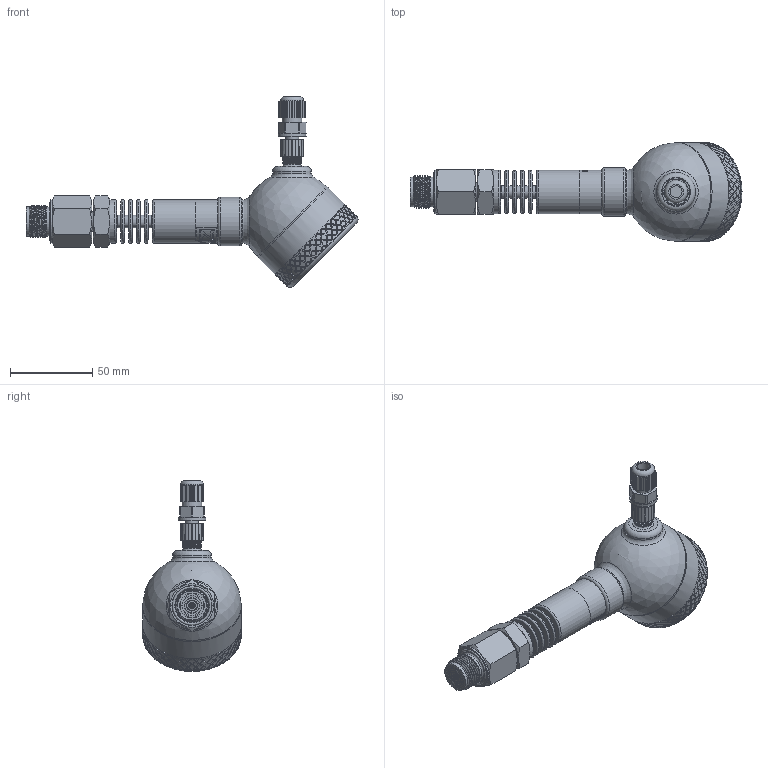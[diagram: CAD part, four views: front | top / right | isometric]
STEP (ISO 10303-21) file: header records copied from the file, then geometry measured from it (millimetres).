
FILE_DESCRIPTION(/* description */ (''),/* implementation_level */ '2;1');
FILE_NAME(/* name */ 'APZ3420mFH_M20x1,5DIN-flush_radiator_3.step',/* time_stamp */ '2021-07-07T15:53:03+03:00',/* author */ (''),/* organization */ (''),/* preprocessor_version */ 'ST-DEVELOPER v18.1',/* originating_system */ 'Autodesk Translation Framework v10.9.0.1377',/* authorisation */ '');
FILE_SCHEMA (('AUTOMOTIVE_DESIGN { 1 0 10303 214 3 1 1 }'));
Length unit declared in the file: millimetre
Products named in the file (8): АПЗ420М-полевойкорпус-
заполненный; Заполненный полевой 
корпус v13; Main body; Cover without display; M12x1 adapter; M12x1 female straight v9; G1\4EN radiator; M20x1,5DIN diaphragm 18 v8 (1)
Assembly tree (7 placements, depth 3):
  АПЗ420М-полевойкорпус-
заполненный
    Заполненный полевой 
корпус v13
      Main body
      Cover without display
      M12x1 adapter
      M12x1 female straight v9
    G1\4EN radiator
    M20x1,5DIN diaphragm 18 v8 (1)
Bounding box: 202.02 x 60.1 x 116.18 mm (x, y, z)
Volume: 262740.2 mm3; surface area: 50342.1 mm2
Topology: 9 solids, 9 shells, 1647 faces, 4090 edges, 2714 vertices
Faces by surface type: bspline 939, cylinder 330, plane 286, torus 49, cone 42, sphere 1
Full cylindrical faces by diameter (mm): 1 x4, 2 x1, 3.3 x1, 4 x1, 5 x3, 7.3 x1, 7.5 x5, 8 x3, 9.3 x1, 9.5 x2, 10.293 x1, 10.5 x2, 10.741 x7, 11 x1, 11.445 x5, 11.884 x6, 12 x1, 13.157 x9, 14 x1, 17 x1, 18 x2, 18.137 x5, 19.7 x1, 19.85 x4, 21 x1, 21.6 x1, 21.767 x1, 22.4 x1, 23.6 x1, 24 x1
Entity records: 75921 total; most frequent: CARTESIAN_POINT 44012, ORIENTED_EDGE 8176, EDGE_CURVE 4088, DIRECTION 3431, VERTEX_POINT 2714, B_SPLINE_CURVE_WITH_KNOTS 2665, EDGE_LOOP 1910, FACE_OUTER_BOUND 1647
